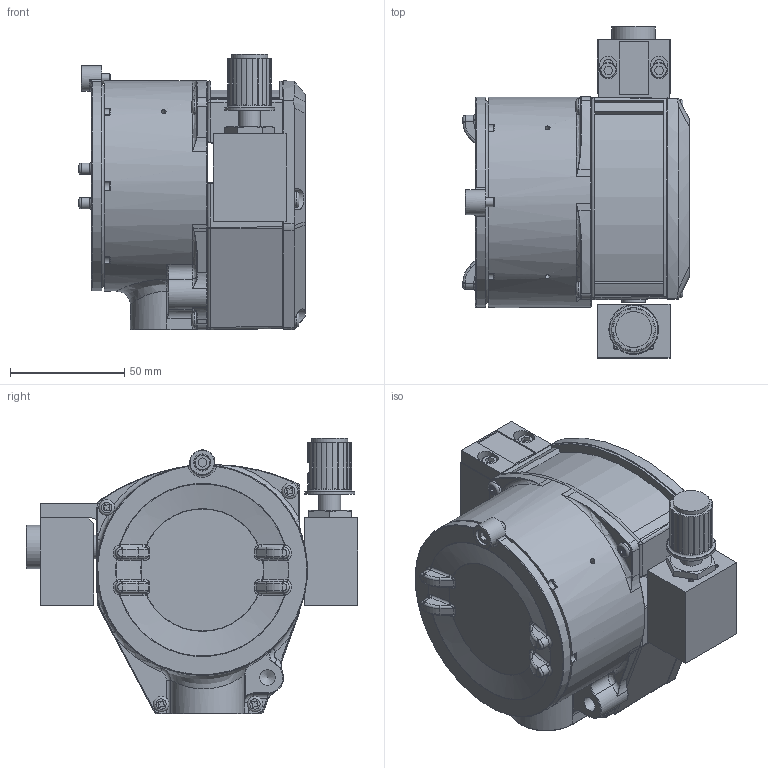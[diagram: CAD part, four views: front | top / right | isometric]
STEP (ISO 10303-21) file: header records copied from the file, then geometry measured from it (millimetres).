
FILE_DESCRIPTION(/* description */ (''),/* implementation_level */ '2;1');
FILE_NAME(/* name */ '',/* time_stamp */ '2015-03-06T07:50:34+01:00',/* author */ (''),/* organization */ (''),/* preprocessor_version */ 'ST-DEVELOPER v14',/* originating_system */ 'SIEMENS PLM Software NX 8.0',/* authorisation */ '');
FILE_SCHEMA (('CONFIG_CONTROL_DESIGN'));
Length unit declared in the file: millimetre
Products named in the file (1): 3750_std_mat__vlv_inlet
Bounding box: 98.88 x 145.06 x 120.57 mm (x, y, z)
Volume: 475389.3 mm3; surface area: 159259.5 mm2
Topology: 22 solids, 23 shells, 1783 faces, 4202 edges, 2460 vertices
Faces by surface type: cylinder 607, plane 517, torus 252, bspline 186, cone 115, sphere 96, extrusion 10
Full cylindrical faces by diameter (mm): 1.664 x2, 2.2 x2, 3.454 x8, 3.52 x10, 4 x4, 4.036 x3, 4.181 x6, 4.369 x4, 4.394 x1, 4.841 x2, 4.975 x1, 6.35 x1, 6.8 x1, 6.858 x11, 7.087 x1, 7.5 x1, 7.81 x1, 9.1 x1, 9.5 x1, 9.652 x1, 9.906 x1, 10.185 x2, 10.236 x1, 10.338 x3, 10.693 x1, 10.9 x2, 11 x1, 11.676 x3, 12.494 x1, 12.573 x1
Entity records: 55902 total; most frequent: CARTESIAN_POINT 16946, DIRECTION 8412, ORIENTED_EDGE 7704, EDGE_CURVE 3852, AXIS2_PLACEMENT_3D 3437, VERTEX_POINT 2418, EDGE_LOOP 2091, ADVANCED_FACE 1781
